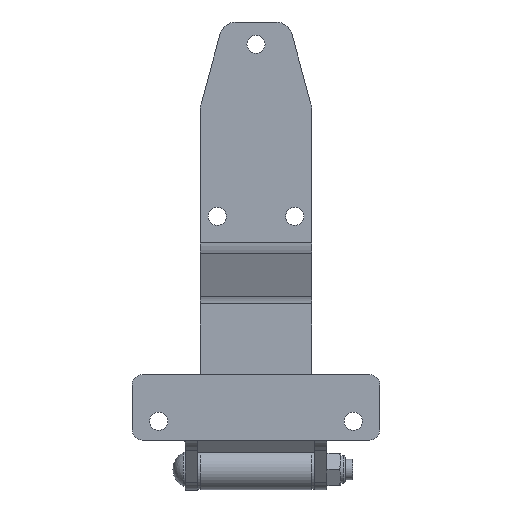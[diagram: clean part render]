
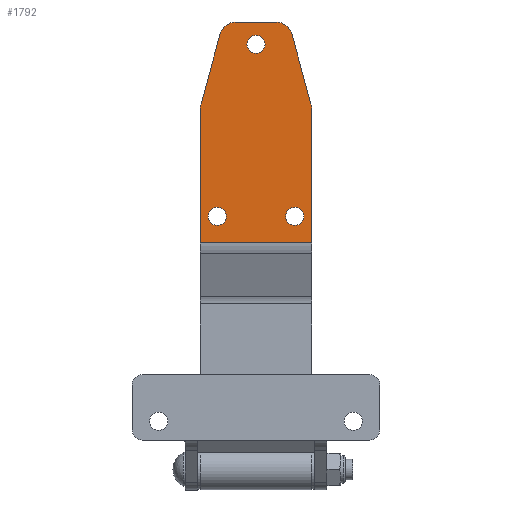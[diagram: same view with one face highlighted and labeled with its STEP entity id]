
A CAD part, front view. The second image highlights one B-rep face of the part: STEP entity #1792.
In plain terms, the highlighted planar face has unit normal (0, -1, 0).
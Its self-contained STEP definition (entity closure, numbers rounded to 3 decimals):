
#342 = CARTESIAN_POINT ( 'NONE',  ( 0., -44., 252.3 ) ) ;
#390 = CARTESIAN_POINT ( 'NONE',  ( 0., -44., 241.7 ) ) ;
#1539 = VERTEX_POINT ( 'NONE', #390 ) ;
#1540 = VERTEX_POINT ( 'NONE', #342 ) ;
#1738 = EDGE_CURVE ( 'NONE', #1758, #1819, #3544, .T. ) ;
#1745 = ORIENTED_EDGE ( 'NONE', *, *, #1754, .F. ) ;
#1746 = VERTEX_POINT ( 'NONE', #3540 ) ;
#1747 = ORIENTED_EDGE ( 'NONE', *, *, #1799, .T. ) ;
#1748 = EDGE_CURVE ( 'NONE', #2711, #2713, #3600, .T. ) ;
#1749 = EDGE_CURVE ( 'NONE', #1540, #1539, #3541, .T. ) ;
#1750 = EDGE_CURVE ( 'NONE', #2874, #2763, #3667, .T. ) ;
#1751 = EDGE_LOOP ( 'NONE', ( #1745, #1762, #1781, #1747, #1806, #1761, #1780, #1901, #1848, #1900 ) ) ;
#1754 = EDGE_CURVE ( 'NONE', #1776, #1821, #3665, .T. ) ;
#1757 = EDGE_CURVE ( 'NONE', #1746, #1776, #3510, .T. ) ;
#1758 = VERTEX_POINT ( 'NONE', #3604 ) ;
#1761 = ORIENTED_EDGE ( 'NONE', *, *, #1810, .F. ) ;
#1762 = ORIENTED_EDGE ( 'NONE', *, *, #1757, .F. ) ;
#1763 = EDGE_CURVE ( 'NONE', #1800, #1746, #3658, .T. ) ;
#1770 = ORIENTED_EDGE ( 'NONE', *, *, #2725, .T. ) ;
#1771 = ORIENTED_EDGE ( 'NONE', *, *, #1748, .T. ) ;
#1776 = VERTEX_POINT ( 'NONE', #3505 ) ;
#1777 = EDGE_LOOP ( 'NONE', ( #1789, #1826 ) ) ;
#1779 = EDGE_CURVE ( 'NONE', #2745, #1816, #3630, .T. ) ;
#1780 = ORIENTED_EDGE ( 'NONE', *, *, #1779, .F. ) ;
#1781 = ORIENTED_EDGE ( 'NONE', *, *, #1763, .F. ) ;
#1783 = ORIENTED_EDGE ( 'NONE', *, *, #1749, .T. ) ;
#1789 = ORIENTED_EDGE ( 'NONE', *, *, #1750, .T. ) ;
#1790 = EDGE_LOOP ( 'NONE', ( #1771, #1770 ) ) ;
#1792 = ADVANCED_FACE ( 'NONE', ( #3614, #3625, #3612, #3657 ), #3633, .F. ) ;
#1799 = EDGE_CURVE ( 'NONE', #1800, #1819, #3598, .T. ) ;
#1800 = VERTEX_POINT ( 'NONE', #3595 ) ;
#1806 = ORIENTED_EDGE ( 'NONE', *, *, #1738, .F. ) ;
#1810 = EDGE_CURVE ( 'NONE', #1816, #1758, #3578, .T. ) ;
#1814 = ORIENTED_EDGE ( 'NONE', *, *, #2791, .T. ) ;
#1816 = VERTEX_POINT ( 'NONE', #4777 ) ;
#1819 = VERTEX_POINT ( 'NONE', #4776 ) ;
#1821 = VERTEX_POINT ( 'NONE', #4763 ) ;
#1824 = EDGE_LOOP ( 'NONE', ( #1783, #1814 ) ) ;
#1826 = ORIENTED_EDGE ( 'NONE', *, *, #2790, .T. ) ;
#1833 = EDGE_CURVE ( 'NONE', #1849, #1899, #3582, .T. ) ;
#1846 = EDGE_CURVE ( 'NONE', #1821, #1849, #4923, .T. ) ;
#1848 = ORIENTED_EDGE ( 'NONE', *, *, #1833, .F. ) ;
#1849 = VERTEX_POINT ( 'NONE', #4910 ) ;
#1861 = EDGE_CURVE ( 'NONE', #2745, #1899, #4866, .T. ) ;
#1899 = VERTEX_POINT ( 'NONE', #4940 ) ;
#1900 = ORIENTED_EDGE ( 'NONE', *, *, #1846, .F. ) ;
#1901 = ORIENTED_EDGE ( 'NONE', *, *, #1861, .T. ) ;
#2711 = VERTEX_POINT ( 'NONE', #3696 ) ;
#2713 = VERTEX_POINT ( 'NONE', #3742 ) ;
#2725 = EDGE_CURVE ( 'NONE', #2713, #2711, #3695, .T. ) ;
#2745 = VERTEX_POINT ( 'NONE', #3751 ) ;
#2763 = VERTEX_POINT ( 'NONE', #3824 ) ;
#2790 = EDGE_CURVE ( 'NONE', #2763, #2874, #3833, .T. ) ;
#2791 = EDGE_CURVE ( 'NONE', #1539, #1540, #3882, .T. ) ;
#2874 = VERTEX_POINT ( 'NONE', #3987 ) ;
#3504 = AXIS2_PLACEMENT_3D ( 'NONE', #3649, #3648, #3646 ) ;
#3505 = CARTESIAN_POINT ( 'NONE',  ( 31.809, -44., 212.561 ) ) ;
#3507 = DIRECTION ( 'NONE',  ( 0.261, 0., -0.965 ) ) ;
#3508 = VECTOR ( 'NONE', #3507, 1000. ) ;
#3509 = CARTESIAN_POINT ( 'NONE',  ( 20.996, -44., 252.607 ) ) ;
#3510 = LINE ( 'NONE', #3509, #3508 ) ;
#3524 = DIRECTION ( 'NONE',  ( 0., 0., 1. ) ) ;
#3525 = DIRECTION ( 'NONE',  ( 0., 1., 0. ) ) ;
#3531 = DIRECTION ( 'NONE',  ( 0., 0., 1. ) ) ;
#3532 = DIRECTION ( 'NONE',  ( 0., 1., 0. ) ) ;
#3533 = CARTESIAN_POINT ( 'NONE',  ( 12.5, -44., 207.347 ) ) ;
#3539 = AXIS2_PLACEMENT_3D ( 'NONE', #3543, #3553, #3551 ) ;
#3540 = CARTESIAN_POINT ( 'NONE',  ( 20.996, -44., 252.607 ) ) ;
#3541 = CIRCLE ( 'NONE', #3539, 5.3 ) ;
#3542 = DIRECTION ( 'NONE',  ( 0., 0., 1. ) ) ;
#3543 = CARTESIAN_POINT ( 'NONE',  ( 0., -44., 247. ) ) ;
#3544 = CIRCLE ( 'NONE', #3562, 10. ) ;
#3548 = DIRECTION ( 'NONE',  ( 0., 0., 1. ) ) ;
#3551 = DIRECTION ( 'NONE',  ( 0., 0., 1. ) ) ;
#3553 = DIRECTION ( 'NONE',  ( 0., 1., 0. ) ) ;
#3554 = AXIS2_PLACEMENT_3D ( 'NONE', #3533, #3532, #3531 ) ;
#3558 = DIRECTION ( 'NONE',  ( 0., 0., 1. ) ) ;
#3559 = DIRECTION ( 'NONE',  ( 0., 1., 0. ) ) ;
#3561 = CARTESIAN_POINT ( 'NONE',  ( -11.342, -44., 250. ) ) ;
#3562 = AXIS2_PLACEMENT_3D ( 'NONE', #3561, #3559, #3558 ) ;
#3571 = DIRECTION ( 'NONE',  ( 0., 1., 0. ) ) ;
#3572 = AXIS2_PLACEMENT_3D ( 'NONE', #3664, #3663, #3548 ) ;
#3574 = CARTESIAN_POINT ( 'NONE',  ( -22.5, -44., 147. ) ) ;
#3575 = DIRECTION ( 'NONE',  ( 0.261, 0., 0.965 ) ) ;
#3576 = VECTOR ( 'NONE', #3575, 1000. ) ;
#3577 = CARTESIAN_POINT ( 'NONE',  ( -31.809, -44., 212.561 ) ) ;
#3578 = LINE ( 'NONE', #3577, #3576 ) ;
#3582 = LINE ( 'NONE', #3890, #3892 ) ;
#3593 = DIRECTION ( 'NONE',  ( -1., 0., 0. ) ) ;
#3594 = VECTOR ( 'NONE', #3593, 1000. ) ;
#3595 = CARTESIAN_POINT ( 'NONE',  ( 11.342, -44., 260. ) ) ;
#3598 = LINE ( 'NONE', #3618, #3594 ) ;
#3600 = CIRCLE ( 'NONE', #3601, 5.3 ) ;
#3601 = AXIS2_PLACEMENT_3D ( 'NONE', #3574, #3571, #3542 ) ;
#3604 = CARTESIAN_POINT ( 'NONE',  ( -20.996, -44., 252.607 ) ) ;
#3612 = FACE_BOUND ( 'NONE', #1790, .T. ) ;
#3613 = CARTESIAN_POINT ( 'NONE',  ( 32.5, -44., 131.61 ) ) ;
#3614 = FACE_BOUND ( 'NONE', #1824, .T. ) ;
#3618 = CARTESIAN_POINT ( 'NONE',  ( 32.5, -44., 260. ) ) ;
#3625 = FACE_BOUND ( 'NONE', #1777, .T. ) ;
#3626 = DIRECTION ( 'NONE',  ( 0., 0., 1. ) ) ;
#3627 = DIRECTION ( 'NONE',  ( 0., 1., 0. ) ) ;
#3628 = CARTESIAN_POINT ( 'NONE',  ( -12.5, -44., 207.347 ) ) ;
#3629 = AXIS2_PLACEMENT_3D ( 'NONE', #3628, #3627, #3626 ) ;
#3630 = CIRCLE ( 'NONE', #3629, 20. ) ;
#3633 = PLANE ( 'NONE',  #3642 ) ;
#3642 = AXIS2_PLACEMENT_3D ( 'NONE', #3613, #3525, #3524 ) ;
#3646 = DIRECTION ( 'NONE',  ( 0., 0., 1. ) ) ;
#3648 = DIRECTION ( 'NONE',  ( 0., 1., 0. ) ) ;
#3649 = CARTESIAN_POINT ( 'NONE',  ( 11.342, -44., 250. ) ) ;
#3657 = FACE_OUTER_BOUND ( 'NONE', #1751, .T. ) ;
#3658 = CIRCLE ( 'NONE', #3504, 10. ) ;
#3663 = DIRECTION ( 'NONE',  ( 0., 1., 0. ) ) ;
#3664 = CARTESIAN_POINT ( 'NONE',  ( 22.5, -44., 147. ) ) ;
#3665 = CIRCLE ( 'NONE', #3554, 20. ) ;
#3667 = CIRCLE ( 'NONE', #3572, 5.3 ) ;
#3695 = CIRCLE ( 'NONE', #3724, 5.3 ) ;
#3696 = CARTESIAN_POINT ( 'NONE',  ( -22.5, -44., 152.3 ) ) ;
#3724 = AXIS2_PLACEMENT_3D ( 'NONE', #3725, #3766, #3765 ) ;
#3725 = CARTESIAN_POINT ( 'NONE',  ( -22.5, -44., 147. ) ) ;
#3742 = CARTESIAN_POINT ( 'NONE',  ( -22.5, -44., 141.7 ) ) ;
#3751 = CARTESIAN_POINT ( 'NONE',  ( -32.5, -44., 207.347 ) ) ;
#3765 = DIRECTION ( 'NONE',  ( 0., 0., 1. ) ) ;
#3766 = DIRECTION ( 'NONE',  ( 0., 1., 0. ) ) ;
#3824 = CARTESIAN_POINT ( 'NONE',  ( 22.5, -44., 141.7 ) ) ;
#3833 = CIRCLE ( 'NONE', #3888, 5.3 ) ;
#3843 = AXIS2_PLACEMENT_3D ( 'NONE', #3881, #3880, #3879 ) ;
#3879 = DIRECTION ( 'NONE',  ( 0., 0., 1. ) ) ;
#3880 = DIRECTION ( 'NONE',  ( 0., 1., 0. ) ) ;
#3881 = CARTESIAN_POINT ( 'NONE',  ( 0., -44., 247. ) ) ;
#3882 = CIRCLE ( 'NONE', #3843, 5.3 ) ;
#3885 = DIRECTION ( 'NONE',  ( 0., 0., 1. ) ) ;
#3886 = DIRECTION ( 'NONE',  ( 0., 1., 0. ) ) ;
#3887 = CARTESIAN_POINT ( 'NONE',  ( 22.5, -44., 147. ) ) ;
#3888 = AXIS2_PLACEMENT_3D ( 'NONE', #3887, #3886, #3885 ) ;
#3890 = CARTESIAN_POINT ( 'NONE',  ( 32.5, -44., 131.61 ) ) ;
#3891 = DIRECTION ( 'NONE',  ( -1., 0., 0. ) ) ;
#3892 = VECTOR ( 'NONE', #3891, 1000. ) ;
#3987 = CARTESIAN_POINT ( 'NONE',  ( 22.5, -44., 152.3 ) ) ;
#4763 = CARTESIAN_POINT ( 'NONE',  ( 32.5, -44., 207.347 ) ) ;
#4776 = CARTESIAN_POINT ( 'NONE',  ( -11.342, -44., 260. ) ) ;
#4777 = CARTESIAN_POINT ( 'NONE',  ( -31.809, -44., 212.561 ) ) ;
#4863 = DIRECTION ( 'NONE',  ( 0., 0., -1. ) ) ;
#4864 = VECTOR ( 'NONE', #4863, 1000. ) ;
#4865 = CARTESIAN_POINT ( 'NONE',  ( -32.5, -44., 131.61 ) ) ;
#4866 = LINE ( 'NONE', #4865, #4864 ) ;
#4910 = CARTESIAN_POINT ( 'NONE',  ( 32.5, -44., 131.61 ) ) ;
#4920 = DIRECTION ( 'NONE',  ( 0., 0., -1. ) ) ;
#4921 = VECTOR ( 'NONE', #4920, 1000. ) ;
#4922 = CARTESIAN_POINT ( 'NONE',  ( 32.5, -44., 131.61 ) ) ;
#4923 = LINE ( 'NONE', #4922, #4921 ) ;
#4940 = CARTESIAN_POINT ( 'NONE',  ( -32.5, -44., 131.61 ) ) ;
